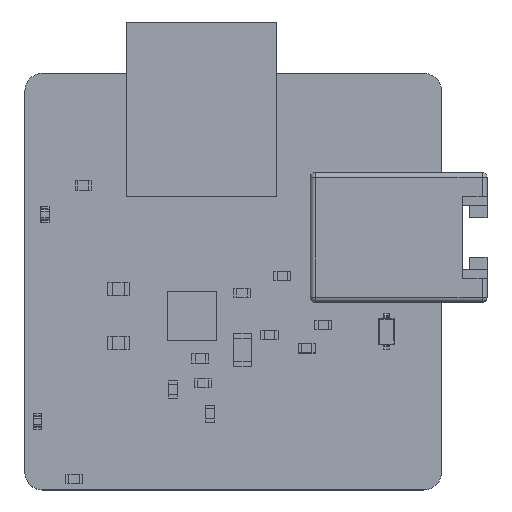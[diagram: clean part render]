
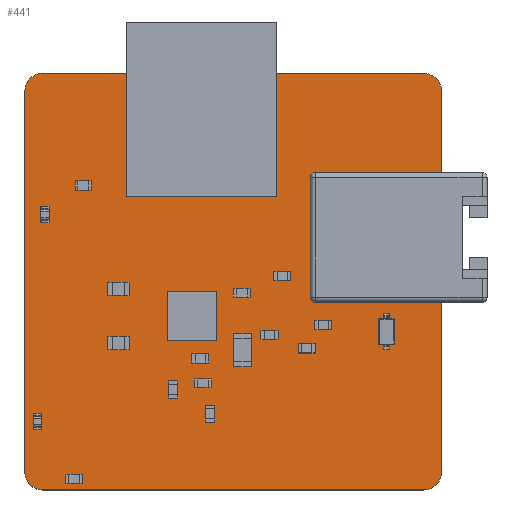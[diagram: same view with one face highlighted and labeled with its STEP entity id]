
A CAD part, top view. The second image highlights one B-rep face of the part: STEP entity #441.
In plain terms, the highlighted planar face has unit normal (0, 0, 1).
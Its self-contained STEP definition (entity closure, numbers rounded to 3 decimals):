
#176 = VERTEX_POINT('',#177);
#177 = CARTESIAN_POINT('',(24.95,26.625,1.646));
#183 = EDGE_CURVE('',#176,#184,#186,.T.);
#184 = VERTEX_POINT('',#185);
#185 = CARTESIAN_POINT('',(24.95,65.575,1.646));
#186 = LINE('',#187,#188);
#187 = CARTESIAN_POINT('',(24.95,26.625,1.646));
#188 = VECTOR('',#189,1.);
#189 = DIRECTION('',(0.,1.,0.));
#214 = EDGE_CURVE('',#184,#215,#217,.T.);
#215 = VERTEX_POINT('',#216);
#216 = CARTESIAN_POINT('',(26.625,67.375,1.646));
#217 = CIRCLE('',#218,1.807);
#218 = AXIS2_PLACEMENT_3D('',#219,#220,#221);
#219 = CARTESIAN_POINT('',(26.757,65.573,1.646));
#220 = DIRECTION('',(0.,0.,-1.));
#221 = DIRECTION('',(-1.,0.001,0.));
#247 = EDGE_CURVE('',#215,#248,#250,.T.);
#248 = VERTEX_POINT('',#249);
#249 = CARTESIAN_POINT('',(65.55,67.375,1.646));
#250 = LINE('',#251,#252);
#251 = CARTESIAN_POINT('',(26.625,67.375,1.646));
#252 = VECTOR('',#253,1.);
#253 = DIRECTION('',(1.,0.,0.));
#278 = EDGE_CURVE('',#248,#279,#281,.T.);
#279 = VERTEX_POINT('',#280);
#280 = CARTESIAN_POINT('',(67.35,65.575,1.646));
#281 = CIRCLE('',#282,1.799);
#282 = AXIS2_PLACEMENT_3D('',#283,#284,#285);
#283 = CARTESIAN_POINT('',(65.551,65.576,1.646));
#284 = DIRECTION('',(0.,0.,-1.));
#285 = DIRECTION('',(0.,1.,0.));
#311 = EDGE_CURVE('',#279,#312,#314,.T.);
#312 = VERTEX_POINT('',#313);
#313 = CARTESIAN_POINT('',(67.35,26.75,1.646));
#314 = LINE('',#315,#316);
#315 = CARTESIAN_POINT('',(67.35,65.575,1.646));
#316 = VECTOR('',#317,1.);
#317 = DIRECTION('',(0.,-1.,0.));
#342 = EDGE_CURVE('',#312,#343,#345,.T.);
#343 = VERTEX_POINT('',#344);
#344 = CARTESIAN_POINT('',(65.55,24.95,1.646));
#345 = CIRCLE('',#346,1.799);
#346 = AXIS2_PLACEMENT_3D('',#347,#348,#349);
#347 = CARTESIAN_POINT('',(65.551,26.749,1.646));
#348 = DIRECTION('',(0.,0.,-1.));
#349 = DIRECTION('',(1.,0.,0.));
#375 = EDGE_CURVE('',#343,#376,#378,.T.);
#376 = VERTEX_POINT('',#377);
#377 = CARTESIAN_POINT('',(26.75,24.95,1.646));
#378 = LINE('',#379,#380);
#379 = CARTESIAN_POINT('',(65.55,24.95,1.646));
#380 = VECTOR('',#381,1.);
#381 = DIRECTION('',(-1.,0.,0.));
#406 = EDGE_CURVE('',#376,#176,#407,.T.);
#407 = CIRCLE('',#408,1.807);
#408 = AXIS2_PLACEMENT_3D('',#409,#410,#411);
#409 = CARTESIAN_POINT('',(26.752,26.757,1.646));
#410 = DIRECTION('',(0.,0.,-1.));
#411 = DIRECTION('',(-0.001,-1.,0.));
#441 = ADVANCED_FACE('',(#442),#452,.T.);
#442 = FACE_BOUND('',#443,.F.);
#443 = EDGE_LOOP('',(#444,#445,#446,#447,#448,#449,#450,#451));
#444 = ORIENTED_EDGE('',*,*,#183,.T.);
#445 = ORIENTED_EDGE('',*,*,#214,.T.);
#446 = ORIENTED_EDGE('',*,*,#247,.T.);
#447 = ORIENTED_EDGE('',*,*,#278,.T.);
#448 = ORIENTED_EDGE('',*,*,#311,.T.);
#449 = ORIENTED_EDGE('',*,*,#342,.T.);
#450 = ORIENTED_EDGE('',*,*,#375,.T.);
#451 = ORIENTED_EDGE('',*,*,#406,.T.);
#452 = PLANE('',#453);
#453 = AXIS2_PLACEMENT_3D('',#454,#455,#456);
#454 = CARTESIAN_POINT('',(24.95,26.625,1.646));
#455 = DIRECTION('',(0.,0.,1.));
#456 = DIRECTION('',(1.,0.,0.));
